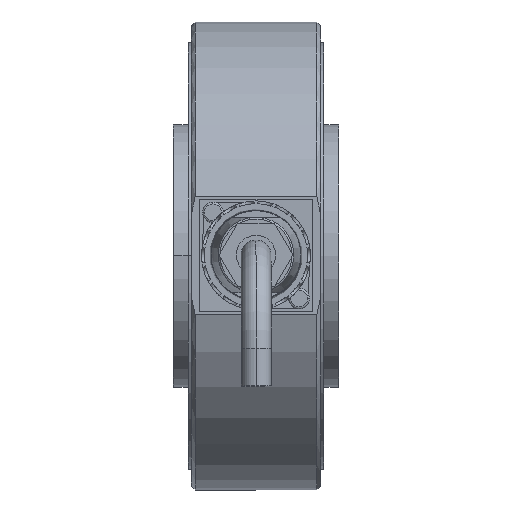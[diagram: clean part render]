
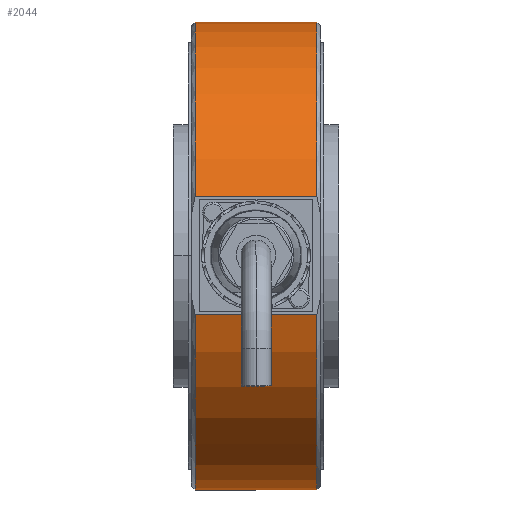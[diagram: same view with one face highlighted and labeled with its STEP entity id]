
A CAD part, top view. The second image highlights one B-rep face of the part: STEP entity #2044.
In plain terms, the highlighted cylindrical face has radius 62.5 mm (diameter 125 mm), a partial arc.
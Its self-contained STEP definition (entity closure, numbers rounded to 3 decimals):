
#1582=CARTESIAN_POINT('',(-16.25,-15.684,-60.5));
#1583=VERTEX_POINT('',#1582);
#1605=CARTESIAN_POINT('',(-16.25,15.684,-60.5));
#1606=VERTEX_POINT('',#1605);
#1620=CARTESIAN_POINT('',(16.25,15.684,-60.5));
#1621=VERTEX_POINT('',#1620);
#1622=CARTESIAN_POINT('',(16.25,15.684,-60.5));
#1623=DIRECTION('',(-1.0,0.0,0.0));
#1624=VECTOR('',#1623,32.5);
#1625=LINE('',#1622,#1624);
#1626=EDGE_CURVE('',#1621,#1606,#1625,.T.);
#1651=CARTESIAN_POINT('',(16.25,-15.684,-60.5));
#1652=VERTEX_POINT('',#1651);
#1666=CARTESIAN_POINT('',(-16.25,-15.684,-60.5));
#1667=DIRECTION('',(1.0,0.0,0.0));
#1668=VECTOR('',#1667,32.5);
#1669=LINE('',#1666,#1668);
#1670=EDGE_CURVE('',#1583,#1652,#1669,.T.);
#2015=CARTESIAN_POINT('',(-16.25,0.0,0.0));
#2016=DIRECTION('',(1.0,0.0,0.0));
#2017=DIRECTION('',(0.0,1.0,0.0));
#2018=AXIS2_PLACEMENT_3D('',#2015,#2016,#2017);
#2019=CIRCLE('',#2018,62.5);
#2020=EDGE_CURVE('',#1606,#1583,#2019,.T.);
#2027=CARTESIAN_POINT('',(0.,0.0,0.0));
#2028=DIRECTION('',(1.0,0.0,0.0));
#2029=DIRECTION('',(0.0,1.0,0.0));
#2030=AXIS2_PLACEMENT_3D('',#2027,#2028,#2029);
#2031=CYLINDRICAL_SURFACE('',#2030,62.5);
#2032=ORIENTED_EDGE('',*,*,#1670,.T.);
#2033=CARTESIAN_POINT('',(16.25,0.0,0.0));
#2034=DIRECTION('',(1.0,0.0,0.0));
#2035=DIRECTION('',(0.0,1.0,0.0));
#2036=AXIS2_PLACEMENT_3D('',#2033,#2034,#2035);
#2037=CIRCLE('',#2036,62.5);
#2038=EDGE_CURVE('',#1621,#1652,#2037,.T.);
#2039=ORIENTED_EDGE('',*,*,#2038,.F.);
#2040=ORIENTED_EDGE('',*,*,#1626,.T.);
#2041=ORIENTED_EDGE('',*,*,#2020,.T.);
#2042=EDGE_LOOP('',(#2032,#2039,#2040,#2041));
#2043=FACE_OUTER_BOUND('',#2042,.T.);
#2044=ADVANCED_FACE('',(#2043),#2031,.T.);
